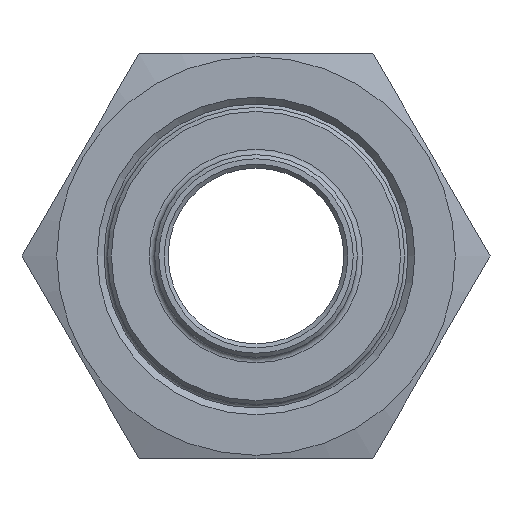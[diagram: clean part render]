
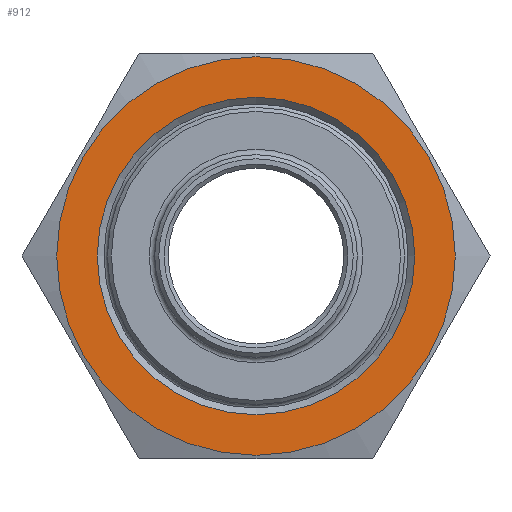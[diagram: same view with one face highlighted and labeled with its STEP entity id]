
A CAD part, left-side view. The second image highlights one B-rep face of the part: STEP entity #912.
In plain terms, the highlighted planar face has unit normal (-1, 0, 0).
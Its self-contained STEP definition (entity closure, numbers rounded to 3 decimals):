
#62=FACE_BOUND('',#178,.T.);
#78=PLANE('',#1053);
#117=FACE_OUTER_BOUND('',#177,.T.);
#177=EDGE_LOOP('',(#667));
#178=EDGE_LOOP('',(#668));
#323=CIRCLE('',#1043,14.75);
#324=CIRCLE('',#1048,11.75);
#411=VERTEX_POINT('',#1571);
#412=VERTEX_POINT('',#1582);
#503=EDGE_CURVE('',#411,#411,#323,.T.);
#508=EDGE_CURVE('',#412,#412,#324,.T.);
#667=ORIENTED_EDGE('',*,*,#503,.T.);
#668=ORIENTED_EDGE('',*,*,#508,.F.);
#912=ADVANCED_FACE('',(#117,#62),#78,.F.);
#1043=AXIS2_PLACEMENT_3D('',#1573,#1203,#1204);
#1048=AXIS2_PLACEMENT_3D('',#1583,#1217,#1218);
#1053=AXIS2_PLACEMENT_3D('',#1593,#1229,#1230);
#1203=DIRECTION('center_axis',(-1.,0.,0.));
#1204=DIRECTION('ref_axis',(0.,1.,0.));
#1217=DIRECTION('center_axis',(-1.,0.,0.));
#1218=DIRECTION('ref_axis',(0.,-1.,0.));
#1229=DIRECTION('center_axis',(1.,0.,0.));
#1230=DIRECTION('ref_axis',(0.,0.,-1.));
#1571=CARTESIAN_POINT('',(-15.,-14.75,0.));
#1573=CARTESIAN_POINT('Origin',(-15.,0.,0.));
#1582=CARTESIAN_POINT('',(-15.,11.75,0.));
#1583=CARTESIAN_POINT('Origin',(-15.,0.,0.));
#1593=CARTESIAN_POINT('Origin',(-15.,0.,0.));
